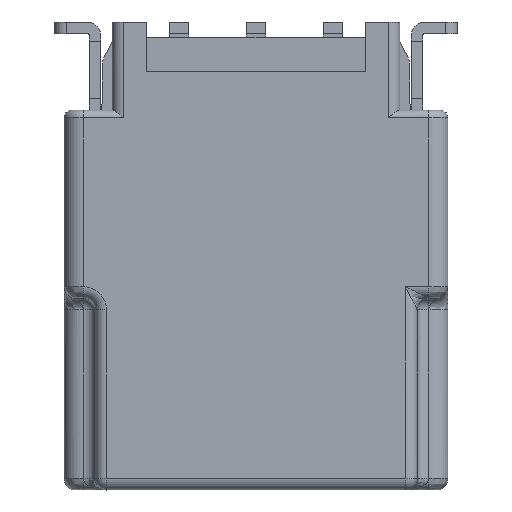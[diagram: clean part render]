
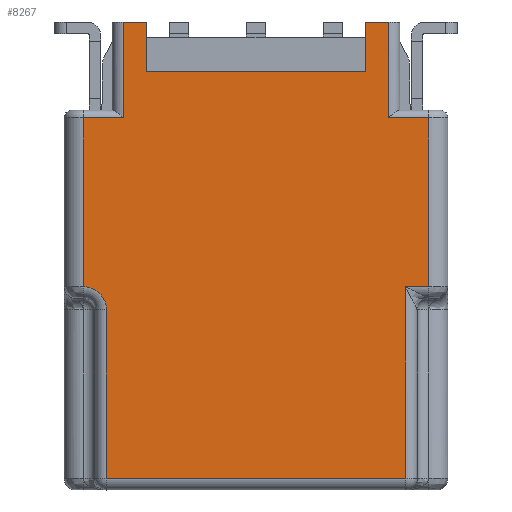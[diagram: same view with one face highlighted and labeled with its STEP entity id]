
A CAD part, front view. The second image highlights one B-rep face of the part: STEP entity #8267.
In plain terms, the highlighted planar face has unit normal (0, -1, 0).
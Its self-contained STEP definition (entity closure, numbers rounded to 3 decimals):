
#132=DIRECTION('',(0.,0.,1.));
#133=VECTOR('',#132,5.);
#134=CARTESIAN_POINT('',(3.9,-3.55,-9.1));
#135=LINE('',#134,#133);
#140=CARTESIAN_POINT('',(-4.5,-3.55,-4.7));
#141=DIRECTION('',(0.,-1.,0.));
#142=DIRECTION('',(1.,0.,0.));
#143=AXIS2_PLACEMENT_3D('',#140,#141,#142);
#145=DIRECTION('',(1.,0.,0.));
#146=VECTOR('',#145,0.6);
#147=CARTESIAN_POINT('',(-3.45,-3.55,2.8));
#148=LINE('',#147,#146);
#149=DIRECTION('',(1.,0.,0.));
#150=VECTOR('',#149,5.7);
#151=CARTESIAN_POINT('',(-2.85,-3.55,1.5));
#152=LINE('',#151,#150);
#153=DIRECTION('',(0.,0.,1.));
#154=VECTOR('',#153,1.3);
#155=CARTESIAN_POINT('',(2.85,-3.55,1.5));
#156=LINE('',#155,#154);
#157=DIRECTION('',(1.,0.,0.));
#158=VECTOR('',#157,0.6);
#159=CARTESIAN_POINT('',(2.85,-3.55,2.8));
#160=LINE('',#159,#158);
#161=DIRECTION('',(0.,0.,-1.));
#162=VECTOR('',#161,4.4);
#163=CARTESIAN_POINT('',(-3.9,-3.55,-4.7));
#164=LINE('',#163,#162);
#188=DIRECTION('',(1.,0.,0.));
#189=VECTOR('',#188,7.8);
#190=CARTESIAN_POINT('',(-3.9,-3.55,-9.1));
#191=LINE('',#190,#189);
#589=DIRECTION('',(0.,0.,1.));
#590=VECTOR('',#589,2.5);
#591=CARTESIAN_POINT('',(3.45,-3.55,0.3));
#592=LINE('',#591,#590);
#847=DIRECTION('',(1.,0.,0.));
#848=VECTOR('',#847,0.6);
#849=CARTESIAN_POINT('',(3.9,-3.55,-4.1));
#850=LINE('',#849,#848);
#874=DIRECTION('',(0.,0.,1.));
#875=VECTOR('',#874,4.4);
#876=CARTESIAN_POINT('',(4.5,-3.55,-4.1));
#877=LINE('',#876,#875);
#897=DIRECTION('',(-1.,0.,0.));
#898=VECTOR('',#897,1.05);
#899=CARTESIAN_POINT('',(4.5,-3.55,0.3));
#900=LINE('',#899,#898);
#1809=DIRECTION('',(0.,0.,1.));
#1810=VECTOR('',#1809,1.3);
#1811=CARTESIAN_POINT('',(-2.85,-3.55,1.5));
#1812=LINE('',#1811,#1810);
#1925=DIRECTION('',(0.,0.,-1.));
#1926=VECTOR('',#1925,2.5);
#1927=CARTESIAN_POINT('',(-3.45,-3.55,2.8));
#1928=LINE('',#1927,#1926);
#1983=DIRECTION('',(-1.,0.,0.));
#1984=VECTOR('',#1983,1.05);
#1985=CARTESIAN_POINT('',(-3.45,-3.55,0.3));
#1986=LINE('',#1985,#1984);
#2049=DIRECTION('',(0.,0.,-1.));
#2050=VECTOR('',#2049,4.4);
#2051=CARTESIAN_POINT('',(-4.5,-3.55,0.3));
#2052=LINE('',#2051,#2050);
#6467=CARTESIAN_POINT('',(3.9,-3.55,-9.1));
#6468=VERTEX_POINT('',#6467);
#6469=CARTESIAN_POINT('',(3.9,-3.55,-4.1));
#6470=VERTEX_POINT('',#6469);
#6472=CARTESIAN_POINT('',(-3.9,-3.55,-4.7));
#6473=CARTESIAN_POINT('',(-3.9,-3.55,-9.1));
#6474=VERTEX_POINT('',#6472);
#6475=VERTEX_POINT('',#6473);
#6476=CARTESIAN_POINT('',(-4.5,-3.55,-4.1));
#6477=VERTEX_POINT('',#6476);
#6478=CARTESIAN_POINT('',(-4.5,-3.55,0.3));
#6479=VERTEX_POINT('',#6478);
#6480=CARTESIAN_POINT('',(-3.45,-3.55,0.3));
#6481=VERTEX_POINT('',#6480);
#6482=CARTESIAN_POINT('',(-3.45,-3.55,2.8));
#6483=VERTEX_POINT('',#6482);
#6484=CARTESIAN_POINT('',(-2.85,-3.55,2.8));
#6485=VERTEX_POINT('',#6484);
#6486=CARTESIAN_POINT('',(-2.85,-3.55,1.5));
#6487=VERTEX_POINT('',#6486);
#6488=CARTESIAN_POINT('',(2.85,-3.55,1.5));
#6489=VERTEX_POINT('',#6488);
#6490=CARTESIAN_POINT('',(2.85,-3.55,2.8));
#6491=VERTEX_POINT('',#6490);
#6492=CARTESIAN_POINT('',(3.45,-3.55,2.8));
#6493=VERTEX_POINT('',#6492);
#6494=CARTESIAN_POINT('',(3.45,-3.55,0.3));
#6495=VERTEX_POINT('',#6494);
#6496=CARTESIAN_POINT('',(4.5,-3.55,0.3));
#6497=VERTEX_POINT('',#6496);
#6498=CARTESIAN_POINT('',(4.5,-3.55,-4.1));
#6499=VERTEX_POINT('',#6498);
#8229=CARTESIAN_POINT('',(-4.05,-3.55,0.));
#8230=DIRECTION('',(0.,-1.,0.));
#8231=DIRECTION('',(1.,0.,0.));
#8232=AXIS2_PLACEMENT_3D('',#8229,#8230,#8231);
#8233=PLANE('',#8232);
#8235=ORIENTED_EDGE('',*,*,#8234,.F.);
#8237=ORIENTED_EDGE('',*,*,#8236,.T.);
#8239=ORIENTED_EDGE('',*,*,#8238,.F.);
#8241=ORIENTED_EDGE('',*,*,#8240,.F.);
#8243=ORIENTED_EDGE('',*,*,#8242,.F.);
#8245=ORIENTED_EDGE('',*,*,#8244,.T.);
#8247=ORIENTED_EDGE('',*,*,#8246,.F.);
#8249=ORIENTED_EDGE('',*,*,#8248,.T.);
#8251=ORIENTED_EDGE('',*,*,#8250,.T.);
#8253=ORIENTED_EDGE('',*,*,#8252,.T.);
#8255=ORIENTED_EDGE('',*,*,#8254,.F.);
#8257=ORIENTED_EDGE('',*,*,#8256,.F.);
#8259=ORIENTED_EDGE('',*,*,#8258,.F.);
#8261=ORIENTED_EDGE('',*,*,#8260,.F.);
#8262=ORIENTED_EDGE('',*,*,#8219,.F.);
#8264=ORIENTED_EDGE('',*,*,#8263,.F.);
#8265=EDGE_LOOP('',(#8235,#8237,#8239,#8241,#8243,#8245,#8247,#8249,#8251,#8253,
#8255,#8257,#8259,#8261,#8262,#8264));
#8266=FACE_OUTER_BOUND('',#8265,.F.);
#8267=ADVANCED_FACE('',(#8266),#8233,.T.);
#144=CIRCLE('',#143,0.6);
#8219=EDGE_CURVE('',#6468,#6470,#135,.T.);
#8234=EDGE_CURVE('',#6474,#6475,#164,.T.);
#8236=EDGE_CURVE('',#6474,#6477,#144,.T.);
#8238=EDGE_CURVE('',#6479,#6477,#2052,.T.);
#8240=EDGE_CURVE('',#6481,#6479,#1986,.T.);
#8242=EDGE_CURVE('',#6483,#6481,#1928,.T.);
#8244=EDGE_CURVE('',#6483,#6485,#148,.T.);
#8246=EDGE_CURVE('',#6487,#6485,#1812,.T.);
#8248=EDGE_CURVE('',#6487,#6489,#152,.T.);
#8250=EDGE_CURVE('',#6489,#6491,#156,.T.);
#8252=EDGE_CURVE('',#6491,#6493,#160,.T.);
#8254=EDGE_CURVE('',#6495,#6493,#592,.T.);
#8256=EDGE_CURVE('',#6497,#6495,#900,.T.);
#8258=EDGE_CURVE('',#6499,#6497,#877,.T.);
#8260=EDGE_CURVE('',#6470,#6499,#850,.T.);
#8263=EDGE_CURVE('',#6475,#6468,#191,.T.);
